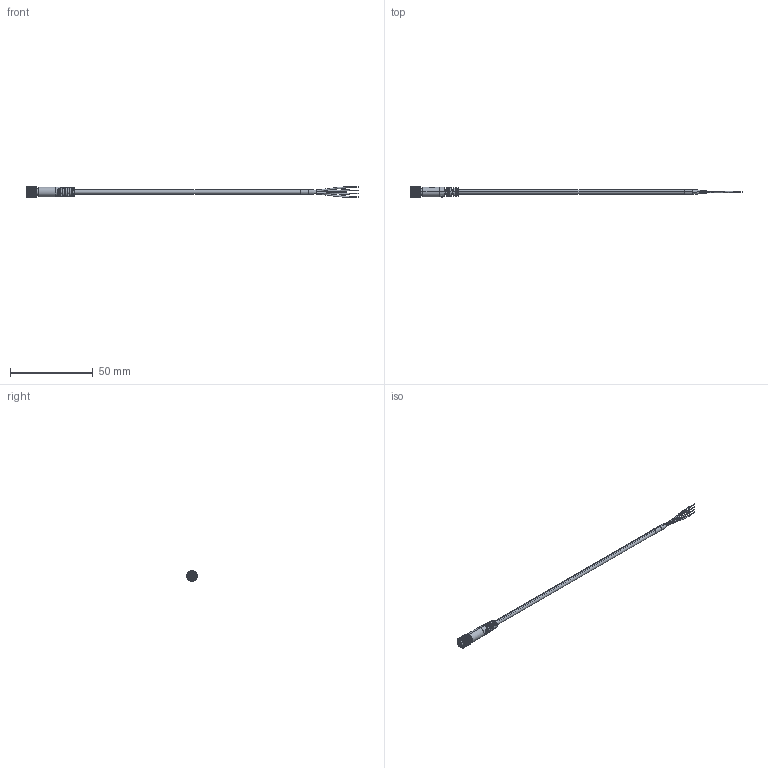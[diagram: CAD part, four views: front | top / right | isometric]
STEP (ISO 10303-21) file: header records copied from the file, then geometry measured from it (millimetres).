
FILE_DESCRIPTION (( 'STEP AP203' ), '1' );
FILE_NAME ('10-03015_revA.STEP', '2018-09-17T17:50:45', ( '' ), ( '' ), 'SwSTEP 2.0', 'SolidWorks 2015', '' );
FILE_SCHEMA (( 'CONFIG_CONTROL_DESIGN' ));
Length unit declared in the file: millimetre
Products named in the file (8): M5F4P; 50-00605; M5_oring_small; 10-03015_revA; 24-00263; 30-00495_s + t; M5Female_inline threads; M5Female_socket
Assembly tree (10 placements, depth 3):
  10-03015_revA
    30-00495_s + t
    24-00263
    50-00605
      M5Female_inline threads
      M5F4P
      M5Female_socket  x4
      M5_oring_small
Bounding box: 200.88 x 6.5 x 6.7 mm (x, y, z)
Volume: 1719.6 mm3; surface area: 15490 mm2
Topology: 359 solids, 359 shells, 3228 faces, 6530 edges, 4038 vertices
Faces by surface type: cylinder 1377, plane 858, bspline 841, torus 136, cone 16
Entity records: 97214 total; most frequent: CARTESIAN_POINT 34282, ORIENTED_EDGE 12772, DIRECTION 11672, EDGE_CURVE 6386, AXIS2_PLACEMENT_3D 4904, VERTEX_POINT 3954, EDGE_LOOP 3560, FACE_OUTER_BOUND 3162
